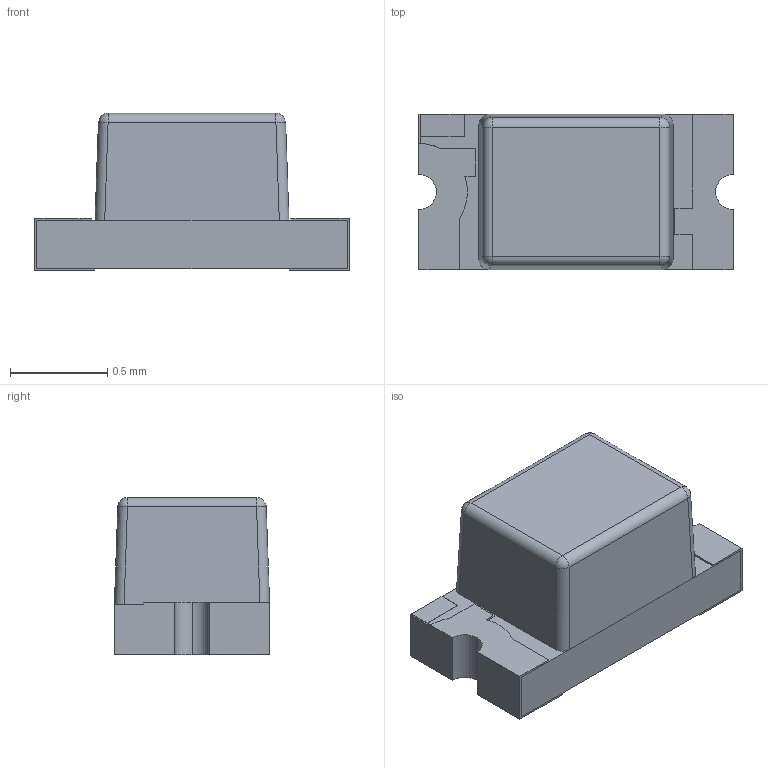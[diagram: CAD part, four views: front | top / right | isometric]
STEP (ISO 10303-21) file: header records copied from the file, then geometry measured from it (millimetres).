
FILE_DESCRIPTION (( 'STEP AP214' ), '1' );
FILE_NAME ('LED0603-RD_ORANGE.STEP', '2021-09-04T02:20:01', ( '' ), ( '' ), 'SwSTEP 2.0', 'SolidWorks 2018', '' );
FILE_SCHEMA (( 'AUTOMOTIVE_DESIGN' ));
Length unit declared in the file: millimetre
Products named in the file (1): LED0603-RD_ORANGE
Bounding box: 1.62 x 0.8 x 0.81 mm (x, y, z)
Volume: 0.8 mm3; surface area: 10 mm2
Topology: 4 solids, 4 shells, 146 faces, 374 edges, 245 vertices
Faces by surface type: plane 108, cylinder 20, bspline 14, sphere 4
Entity records: 6685 total; most frequent: CARTESIAN_POINT 1576, ORIENTED_EDGE 748, DIRECTION 645, EDGE_CURVE 374, VECTOR 305, LINE 305, VERTEX_POINT 245, AXIS2_PLACEMENT_3D 170
